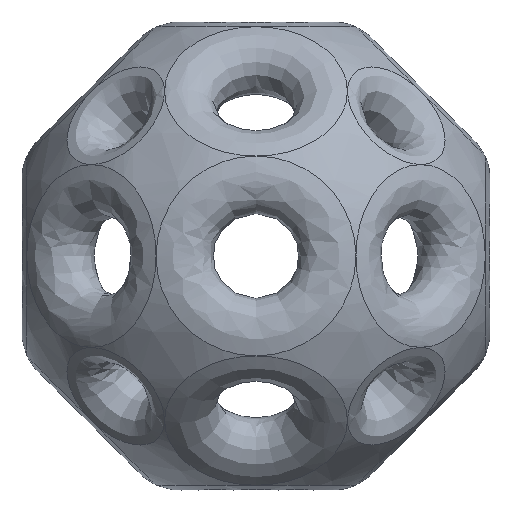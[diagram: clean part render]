
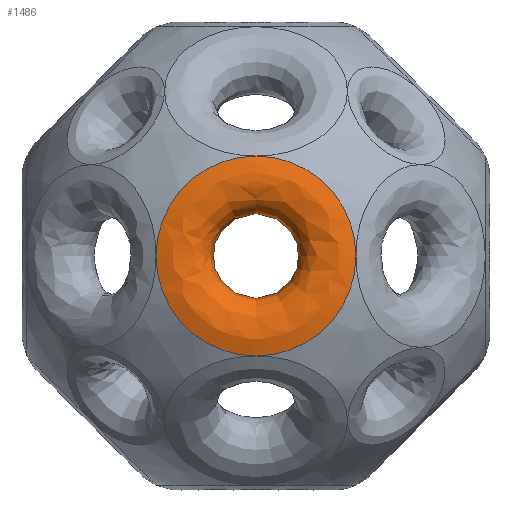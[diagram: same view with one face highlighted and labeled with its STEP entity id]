
A CAD part, front view. The second image highlights one B-rep face of the part: STEP entity #1486.
In plain terms, the highlighted free-form (B-spline) face has degree [3, 3] with [4, 7] control points.
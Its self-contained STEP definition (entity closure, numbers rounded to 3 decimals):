
#27 = CARTESIAN_POINT ( 'NONE',  ( -1449.725, -3326.414, -2899.45 ) ) ;
#43 = CARTESIAN_POINT ( 'NONE',  ( -154.417, -2919.91, 308.834 ) ) ;
#114 = CARTESIAN_POINT ( 'NONE',  ( 0., -2397.272, 0. ) ) ;
#119 = VERTEX_POINT ( 'NONE', #1103 ) ;
#121 = CARTESIAN_POINT ( 'NONE',  ( -1044.784, -2397.272, 0. ) ) ;
#275 = EDGE_CURVE ( 'NONE', #1455, #667, #1310, .T. ) ;
#283 = CARTESIAN_POINT ( 'NONE',  ( 250.524, -3849.053, 501.048 ) ) ;
#297 = CARTESIAN_POINT ( 'NONE',  ( -1044.784, -2397.272, 2089.568 ) ) ;
#308 = CARTESIAN_POINT ( 'NONE',  ( 1044.784, -2397.272, 0. ) ) ;
#405 = CARTESIAN_POINT ( 'NONE',  ( 0., -2397.272, 0. ) ) ;
#418 = CARTESIAN_POINT ( 'NONE',  ( 0., -3326.414, 0. ) ) ;
#444 = EDGE_CURVE ( 'NONE', #119, #119, #451, .T. ) ;
#451 = CIRCLE ( 'NONE', #490, 1449.725 ) ;
#452 = DIRECTION ( 'NONE',  ( 0., -1., 0. ) ) ;
#490 = AXIS2_PLACEMENT_3D ( 'NONE', #418, #1403, #2395 ) ;
#518 = CARTESIAN_POINT ( 'NONE',  ( -250.524, -3849.053, -501.048 ) ) ;
#535 = CARTESIAN_POINT ( 'NONE',  ( 1044.784, -2397.272, -2089.568 ) ) ;
#667 = VERTEX_POINT ( 'NONE', #121 ) ;
#691 = AXIS2_PLACEMENT_3D ( 'NONE', #405, #2141, #3104 ) ;
#713 = DIRECTION ( 'NONE',  ( 0., 1., 0. ) ) ;
#757 = CARTESIAN_POINT ( 'NONE',  ( 1449.725, -3326.414, 0. ) ) ;
#770 = CARTESIAN_POINT ( 'NONE',  ( -154.417, -2919.91, -308.834 ) ) ;
#898 = EDGE_CURVE ( 'NONE', #2377, #1877, #1950, .T. ) ;
#907 = ORIENTED_EDGE ( 'NONE', *, *, #275, .F. ) ;
#1008 = CARTESIAN_POINT ( 'NONE',  ( -1449.725, -3326.414, 0. ) ) ;
#1026 = CARTESIAN_POINT ( 'NONE',  ( 154.417, -2919.91, 308.834 ) ) ;
#1099 = DIRECTION ( 'NONE',  ( 0., -1., 0. ) ) ;
#1103 = CARTESIAN_POINT ( 'NONE',  ( 0., -3326.414, 1449.725 ) ) ;
#1115 = AXIS2_PLACEMENT_3D ( 'NONE', #2662, #452, #1442 ) ;
#1247 = CARTESIAN_POINT ( 'NONE',  ( 1449.725, -3326.414, 0. ) ) ;
#1263 = CARTESIAN_POINT ( 'NONE',  ( 250.524, -3849.053, 0. ) ) ;
#1278 = CARTESIAN_POINT ( 'NONE',  ( 1044.784, -2397.272, 2089.568 ) ) ;
#1310 = CIRCLE ( 'NONE', #1115, 1044.784 ) ;
#1344 = CIRCLE ( 'NONE', #3150, 1044.784 ) ;
#1367 = CARTESIAN_POINT ( 'NONE',  ( 0., -2397.272, -1044.784 ) ) ;
#1403 = DIRECTION ( 'NONE',  ( 0., 1., 0. ) ) ;
#1442 = DIRECTION ( 'NONE',  ( 0., 0., 1. ) ) ;
#1455 = VERTEX_POINT ( 'NONE', #2467 ) ;
#1486 = ADVANCED_FACE ( 'NONE', ( #1493, #2479 ), #1700, .T. ) ;
#1493 = FACE_OUTER_BOUND ( 'NONE', #1716, .T. ) ;
#1509 = CARTESIAN_POINT ( 'NONE',  ( -250.524, -3849.053, 0. ) ) ;
#1524 = CARTESIAN_POINT ( 'NONE',  ( -1044.784, -2397.272, -2089.568 ) ) ;
#1544 = ORIENTED_EDGE ( 'NONE', *, *, #444, .F. ) ;
#1700 =( BOUNDED_SURFACE ( )  B_SPLINE_SURFACE ( 3, 3, ( 
 ( #1247, #2241, #27, #1008, #1996, #2968, #757 ),
 ( #1749, #2728, #518, #1509, #2496, #283, #1263 ),
 ( #2256, #43, #1026, #2012, #2979, #770, #1766 ),
 ( #2743, #535, #1524, #2513, #297, #1278, #2271 ) ),
 .UNSPECIFIED., .F., .T., .F. ) 
 B_SPLINE_SURFACE_WITH_KNOTS ( ( 4, 4 ),
 ( 4, 3, 4 ),
 ( 0., 1. ),
 ( 0., 0.5, 1. ),
 .UNSPECIFIED. ) 
 GEOMETRIC_REPRESENTATION_ITEM ( )  RATIONAL_B_SPLINE_SURFACE ( (
 ( 1., 0.333, 0.333, 1., 0.333, 0.333, 1.),
 ( 0.333, 0.111, 0.111, 0.333, 0.111, 0.111, 0.333),
 ( 0.333, 0.111, 0.111, 0.333, 0.111, 0.111, 0.333),
 ( 1., 0.333, 0.333, 1., 0.333, 0.333, 1.) ) ) 
 REPRESENTATION_ITEM ( '' )  SURFACE ( )  );
#1706 = DIRECTION ( 'NONE',  ( 0., 0., -1. ) ) ;
#1716 = EDGE_LOOP ( 'NONE', ( #1544 ) ) ;
#1726 = ORIENTED_EDGE ( 'NONE', *, *, #2003, .T. ) ;
#1749 = CARTESIAN_POINT ( 'NONE',  ( 250.524, -3849.053, 0. ) ) ;
#1766 = CARTESIAN_POINT ( 'NONE',  ( -154.417, -2919.91, 0. ) ) ;
#1877 = VERTEX_POINT ( 'NONE', #308 ) ;
#1950 = CIRCLE ( 'NONE', #1995, 1044.784 ) ;
#1951 = ORIENTED_EDGE ( 'NONE', *, *, #898, .F. ) ;
#1995 = AXIS2_PLACEMENT_3D ( 'NONE', #114, #1099, #2085 ) ;
#1996 = CARTESIAN_POINT ( 'NONE',  ( -1449.725, -3326.414, 2899.45 ) ) ;
#2003 = EDGE_CURVE ( 'NONE', #1455, #1877, #2140, .T. ) ;
#2012 = CARTESIAN_POINT ( 'NONE',  ( 154.417, -2919.91, 0. ) ) ;
#2085 = DIRECTION ( 'NONE',  ( 0., 0., -1. ) ) ;
#2140 = CIRCLE ( 'NONE', #691, 1044.784 ) ;
#2141 = DIRECTION ( 'NONE',  ( 0., 1., 0. ) ) ;
#2238 = ORIENTED_EDGE ( 'NONE', *, *, #3015, .T. ) ;
#2241 = CARTESIAN_POINT ( 'NONE',  ( 1449.725, -3326.414, -2899.45 ) ) ;
#2256 = CARTESIAN_POINT ( 'NONE',  ( -154.417, -2919.91, 0. ) ) ;
#2271 = CARTESIAN_POINT ( 'NONE',  ( 1044.784, -2397.272, 0. ) ) ;
#2377 = VERTEX_POINT ( 'NONE', #1367 ) ;
#2395 = DIRECTION ( 'NONE',  ( 0., 0., 1. ) ) ;
#2401 = EDGE_LOOP ( 'NONE', ( #1726, #1951, #2238, #907 ) ) ;
#2467 = CARTESIAN_POINT ( 'NONE',  ( 0., -2397.272, 1044.784 ) ) ;
#2479 = FACE_OUTER_BOUND ( 'NONE', #2401, .T. ) ;
#2496 = CARTESIAN_POINT ( 'NONE',  ( -250.524, -3849.053, 501.048 ) ) ;
#2513 = CARTESIAN_POINT ( 'NONE',  ( -1044.784, -2397.272, 0. ) ) ;
#2662 = CARTESIAN_POINT ( 'NONE',  ( 0., -2397.272, 0. ) ) ;
#2728 = CARTESIAN_POINT ( 'NONE',  ( 250.524, -3849.053, -501.048 ) ) ;
#2743 = CARTESIAN_POINT ( 'NONE',  ( 1044.784, -2397.272, 0. ) ) ;
#2931 = CARTESIAN_POINT ( 'NONE',  ( 0., -2397.272, 0. ) ) ;
#2968 = CARTESIAN_POINT ( 'NONE',  ( 1449.725, -3326.414, 2899.45 ) ) ;
#2979 = CARTESIAN_POINT ( 'NONE',  ( 154.417, -2919.91, -308.834 ) ) ;
#3015 = EDGE_CURVE ( 'NONE', #2377, #667, #1344, .T. ) ;
#3104 = DIRECTION ( 'NONE',  ( 0., 0., 1. ) ) ;
#3150 = AXIS2_PLACEMENT_3D ( 'NONE', #2931, #713, #1706 ) ;
